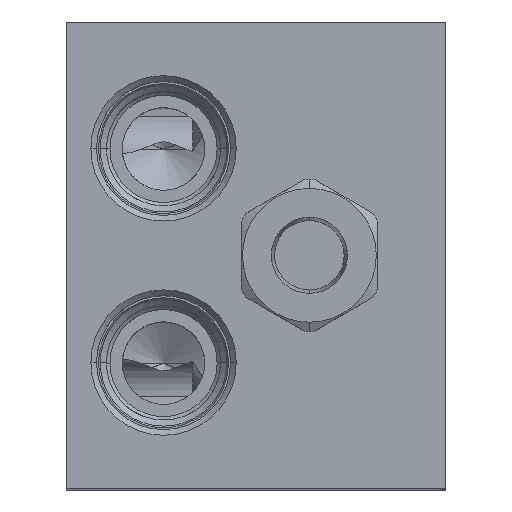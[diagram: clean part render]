
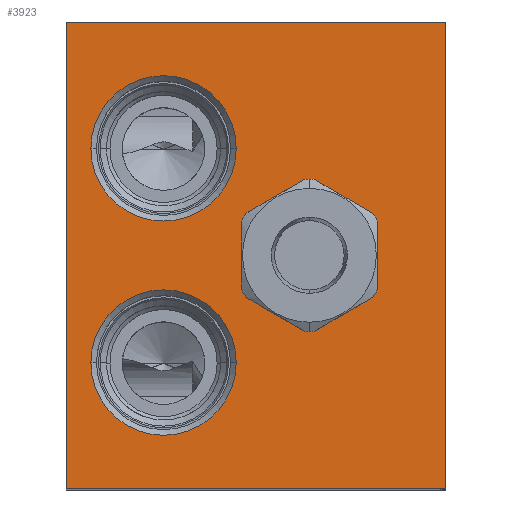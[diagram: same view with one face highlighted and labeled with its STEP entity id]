
A CAD part, top view. The second image highlights one B-rep face of the part: STEP entity #3923.
In plain terms, the highlighted planar face has unit normal (0, 0, 1).
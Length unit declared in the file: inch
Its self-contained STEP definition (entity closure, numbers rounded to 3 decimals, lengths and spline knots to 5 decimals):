
#718=DIRECTION('',(0.,-1.,0.));
#719=VECTOR('',#718,3.);
#720=CARTESIAN_POINT('',(0.,0.,3.75));
#721=LINE('',#720,#719);
#722=DIRECTION('',(-1.,0.,0.));
#723=VECTOR('',#722,2.438);
#724=CARTESIAN_POINT('',(2.438,0.,3.75));
#725=LINE('',#724,#723);
#726=DIRECTION('',(0.,1.,0.));
#727=VECTOR('',#726,3.);
#728=CARTESIAN_POINT('',(2.438,-3.,3.75));
#729=LINE('',#728,#727);
#730=DIRECTION('',(1.,0.,0.));
#731=VECTOR('',#730,2.438);
#732=CARTESIAN_POINT('',(0.,-3.,3.75));
#733=LINE('',#732,#731);
#734=CARTESIAN_POINT('',(1.562,-1.5,3.75));
#735=DIRECTION('',(0.,0.,-1.));
#736=DIRECTION('',(-1.,0.,0.));
#737=AXIS2_PLACEMENT_3D('',#734,#735,#736);
#739=CARTESIAN_POINT('',(1.562,-1.5,3.75));
#740=DIRECTION('',(0.,0.,-1.));
#741=DIRECTION('',(1.,0.,0.));
#742=AXIS2_PLACEMENT_3D('',#739,#740,#741);
#744=CARTESIAN_POINT('',(0.625,-0.812,3.75));
#745=DIRECTION('',(0.,0.,-1.));
#746=DIRECTION('',(-1.,0.,0.));
#747=AXIS2_PLACEMENT_3D('',#744,#745,#746);
#749=CARTESIAN_POINT('',(0.625,-0.812,3.75));
#750=DIRECTION('',(0.,0.,-1.));
#751=DIRECTION('',(1.,0.,0.));
#752=AXIS2_PLACEMENT_3D('',#749,#750,#751);
#754=CARTESIAN_POINT('',(0.625,-2.188,3.75));
#755=DIRECTION('',(0.,0.,-1.));
#756=DIRECTION('',(-1.,0.,0.));
#757=AXIS2_PLACEMENT_3D('',#754,#755,#756);
#759=CARTESIAN_POINT('',(0.625,-2.188,3.75));
#760=DIRECTION('',(0.,0.,-1.));
#761=DIRECTION('',(1.,0.,0.));
#762=AXIS2_PLACEMENT_3D('',#759,#760,#761);
#2910=CARTESIAN_POINT('',(0.,0.,3.75));
#2911=CARTESIAN_POINT('',(0.,-3.,3.75));
#2912=VERTEX_POINT('',#2910);
#2913=VERTEX_POINT('',#2911);
#2914=CARTESIAN_POINT('',(2.438,-3.,3.75));
#2915=VERTEX_POINT('',#2914);
#2916=CARTESIAN_POINT('',(2.438,0.,3.75));
#2917=VERTEX_POINT('',#2916);
#2954=CARTESIAN_POINT('',(1.9925,-1.5,3.75));
#2955=VERTEX_POINT('',#2954);
#2960=CARTESIAN_POINT('',(1.1315,-1.5,3.75));
#2961=VERTEX_POINT('',#2960);
#3010=CARTESIAN_POINT('',(1.092,-0.812,3.75));
#3011=VERTEX_POINT('',#3010);
#3020=CARTESIAN_POINT('',(0.158,-0.812,3.75));
#3021=VERTEX_POINT('',#3020);
#3066=CARTESIAN_POINT('',(1.092,-2.188,3.75));
#3067=VERTEX_POINT('',#3066);
#3076=CARTESIAN_POINT('',(0.158,-2.188,3.75));
#3077=VERTEX_POINT('',#3076);
#3896=CARTESIAN_POINT('',(0.,0.,3.75));
#3897=DIRECTION('',(0.,0.,1.));
#3898=DIRECTION('',(1.,0.,0.));
#3899=AXIS2_PLACEMENT_3D('',#3896,#3897,#3898);
#3900=PLANE('',#3899);
#3901=ORIENTED_EDGE('',*,*,#3312,.F.);
#3902=ORIENTED_EDGE('',*,*,#3368,.F.);
#3903=ORIENTED_EDGE('',*,*,#3405,.F.);
#3904=ORIENTED_EDGE('',*,*,#3445,.F.);
#3905=EDGE_LOOP('',(#3901,#3902,#3903,#3904));
#3906=FACE_OUTER_BOUND('',#3905,.F.);
#3907=ORIENTED_EDGE('',*,*,#3891,.F.);
#3908=ORIENTED_EDGE('',*,*,#3875,.F.);
#3909=EDGE_LOOP('',(#3907,#3908));
#3910=FACE_BOUND('',#3909,.F.);
#3912=ORIENTED_EDGE('',*,*,#3911,.F.);
#3914=ORIENTED_EDGE('',*,*,#3913,.F.);
#3915=EDGE_LOOP('',(#3912,#3914));
#3916=FACE_BOUND('',#3915,.F.);
#3918=ORIENTED_EDGE('',*,*,#3917,.F.);
#3920=ORIENTED_EDGE('',*,*,#3919,.F.);
#3921=EDGE_LOOP('',(#3918,#3920));
#3922=FACE_BOUND('',#3921,.F.);
#3923=ADVANCED_FACE('',(#3906,#3910,#3916,#3922),#3900,.T.);
#738=CIRCLE('',#737,0.4305);
#743=CIRCLE('',#742,0.4305);
#748=CIRCLE('',#747,0.467);
#753=CIRCLE('',#752,0.467);
#758=CIRCLE('',#757,0.467);
#763=CIRCLE('',#762,0.467);
#3312=EDGE_CURVE('',#2912,#2913,#721,.T.);
#3368=EDGE_CURVE('',#2917,#2912,#725,.T.);
#3405=EDGE_CURVE('',#2915,#2917,#729,.T.);
#3445=EDGE_CURVE('',#2913,#2915,#733,.T.);
#3875=EDGE_CURVE('',#2955,#2961,#743,.T.);
#3891=EDGE_CURVE('',#2961,#2955,#738,.T.);
#3911=EDGE_CURVE('',#3021,#3011,#748,.T.);
#3913=EDGE_CURVE('',#3011,#3021,#753,.T.);
#3917=EDGE_CURVE('',#3077,#3067,#758,.T.);
#3919=EDGE_CURVE('',#3067,#3077,#763,.T.);
